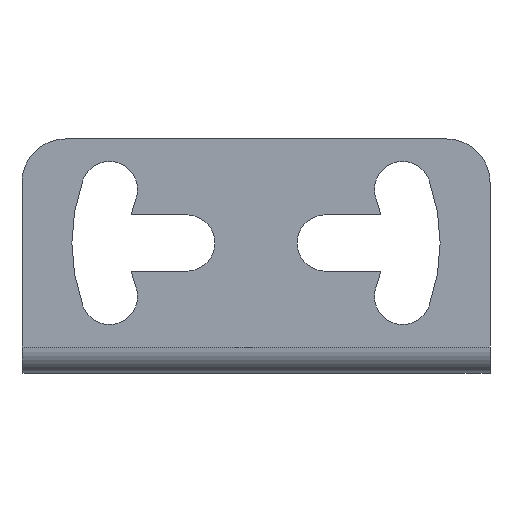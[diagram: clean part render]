
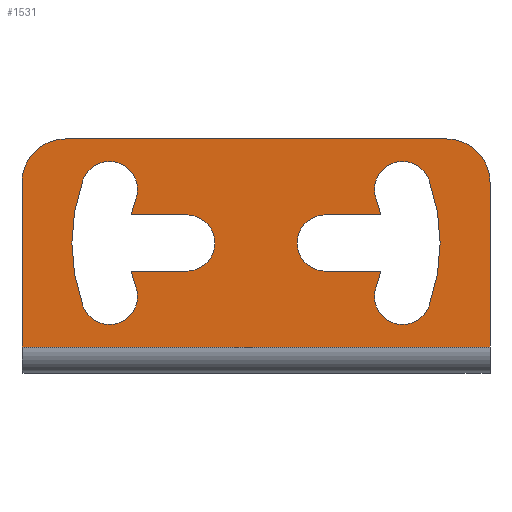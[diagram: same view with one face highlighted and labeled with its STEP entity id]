
A CAD part, front view. The second image highlights one B-rep face of the part: STEP entity #1531.
In plain terms, the highlighted planar face has unit normal (0, -1, 0).
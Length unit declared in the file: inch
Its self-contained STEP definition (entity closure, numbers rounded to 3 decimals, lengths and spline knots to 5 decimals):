
#13=DIRECTION('',(0.,0.,1.));
#14=VECTOR('',#13,0.74803);
#15=CARTESIAN_POINT('',(1.06299,0.,-0.47244));
#16=LINE('',#15,#14);
#21=CARTESIAN_POINT('',(0.86614,0.,0.27559));
#22=DIRECTION('',(0.,-1.,0.));
#23=DIRECTION('',(1.,0.,0.));
#24=AXIS2_PLACEMENT_3D('',#21,#22,#23);
#35=CARTESIAN_POINT('',(0.66592,0.,-0.24238));
#36=DIRECTION('',(0.,1.,0.));
#37=DIRECTION('',(0.94,0.,-0.342));
#38=AXIS2_PLACEMENT_3D('',#35,#36,#37);
#40=CARTESIAN_POINT('',(0.,0.,0.));
#41=DIRECTION('',(0.,1.,0.));
#42=DIRECTION('',(0.94,0.,0.342));
#43=AXIS2_PLACEMENT_3D('',#40,#41,#42);
#45=CARTESIAN_POINT('',(0.66592,0.,0.24238));
#46=DIRECTION('',(0.,1.,0.));
#47=DIRECTION('',(-0.94,0.,-0.342));
#48=AXIS2_PLACEMENT_3D('',#45,#46,#47);
#50=CARTESIAN_POINT('',(0.,0.,0.));
#51=DIRECTION('',(0.,1.,0.));
#52=DIRECTION('',(0.94,0.,0.342));
#53=AXIS2_PLACEMENT_3D('',#50,#51,#52);
#55=DIRECTION('',(1.,0.,0.));
#56=VECTOR('',#55,0.25148);
#57=CARTESIAN_POINT('',(0.31496,0.,0.12795));
#58=LINE('',#57,#56);
#59=CARTESIAN_POINT('',(0.31496,0.,0.));
#60=DIRECTION('',(0.,1.,0.));
#61=DIRECTION('',(0.,0.,-1.));
#62=AXIS2_PLACEMENT_3D('',#59,#60,#61);
#64=DIRECTION('',(-1.,0.,0.));
#65=VECTOR('',#64,0.25148);
#66=CARTESIAN_POINT('',(0.56644,0.,-0.12795));
#67=LINE('',#66,#65);
#68=CARTESIAN_POINT('',(0.,0.,0.));
#69=DIRECTION('',(0.,1.,0.));
#70=DIRECTION('',(0.975,0.,-0.22));
#71=AXIS2_PLACEMENT_3D('',#68,#69,#70);
#73=CARTESIAN_POINT('',(-0.31496,0.,0.));
#74=DIRECTION('',(0.,1.,0.));
#75=DIRECTION('',(0.,0.,1.));
#76=AXIS2_PLACEMENT_3D('',#73,#74,#75);
#78=DIRECTION('',(1.,0.,0.));
#79=VECTOR('',#78,0.25148);
#80=CARTESIAN_POINT('',(-0.56644,0.,0.12795));
#81=LINE('',#80,#79);
#82=CARTESIAN_POINT('',(0.,0.,0.));
#83=DIRECTION('',(0.,1.,0.));
#84=DIRECTION('',(-0.975,0.,0.22));
#85=AXIS2_PLACEMENT_3D('',#82,#83,#84);
#87=CARTESIAN_POINT('',(-0.66592,0.,0.24238));
#88=DIRECTION('',(0.,1.,0.));
#89=DIRECTION('',(-0.94,0.,0.342));
#90=AXIS2_PLACEMENT_3D('',#87,#88,#89);
#92=CARTESIAN_POINT('',(0.,0.,0.));
#93=DIRECTION('',(0.,1.,0.));
#94=DIRECTION('',(-0.94,0.,-0.342));
#95=AXIS2_PLACEMENT_3D('',#92,#93,#94);
#97=CARTESIAN_POINT('',(-0.66592,0.,-0.24238));
#98=DIRECTION('',(0.,1.,0.));
#99=DIRECTION('',(0.94,0.,0.342));
#100=AXIS2_PLACEMENT_3D('',#97,#98,#99);
#102=CARTESIAN_POINT('',(0.,0.,0.));
#103=DIRECTION('',(0.,1.,0.));
#104=DIRECTION('',(-0.94,0.,-0.342));
#105=AXIS2_PLACEMENT_3D('',#102,#103,#104);
#107=DIRECTION('',(-1.,0.,0.));
#108=VECTOR('',#107,0.25148);
#109=CARTESIAN_POINT('',(-0.31496,0.,-0.12795));
#110=LINE('',#109,#108);
#111=DIRECTION('',(1.,0.,0.));
#112=VECTOR('',#111,2.12598);
#113=CARTESIAN_POINT('',(-1.06299,0.,-0.47244));
#114=LINE('',#113,#112);
#391=DIRECTION('',(0.,0.,1.));
#392=VECTOR('',#391,0.74803);
#393=CARTESIAN_POINT('',(-1.06299,0.,-0.47244));
#394=LINE('',#393,#392);
#420=CARTESIAN_POINT('',(-0.86614,0.,0.27559));
#421=DIRECTION('',(0.,-1.,0.));
#422=DIRECTION('',(0.,0.,1.));
#423=AXIS2_PLACEMENT_3D('',#420,#421,#422);
#505=DIRECTION('',(-1.,0.,0.));
#506=VECTOR('',#505,1.73228);
#507=CARTESIAN_POINT('',(0.86614,0.,0.47244));
#508=LINE('',#507,#506);
#1123=CARTESIAN_POINT('',(-1.06299,0.,-0.47244));
#1124=CARTESIAN_POINT('',(1.06299,0.,-0.47244));
#1125=VERTEX_POINT('',#1123);
#1126=VERTEX_POINT('',#1124);
#1132=CARTESIAN_POINT('',(1.06299,0.,0.27559));
#1134=VERTEX_POINT('',#1132);
#1135=CARTESIAN_POINT('',(0.86614,0.,0.47244));
#1136=VERTEX_POINT('',#1135);
#1139=CARTESIAN_POINT('',(-1.06299,0.,0.27559));
#1141=VERTEX_POINT('',#1139);
#1145=CARTESIAN_POINT('',(-0.86614,0.,0.47244));
#1146=VERTEX_POINT('',#1145);
#1407=CARTESIAN_POINT('',(0.78616,0.,-0.28614));
#1408=CARTESIAN_POINT('',(0.54569,0.,-0.19861));
#1409=VERTEX_POINT('',#1407);
#1410=VERTEX_POINT('',#1408);
#1411=CARTESIAN_POINT('',(0.56644,0.,-0.12795));
#1412=VERTEX_POINT('',#1411);
#1413=CARTESIAN_POINT('',(0.31496,0.,-0.12795));
#1414=VERTEX_POINT('',#1413);
#1415=CARTESIAN_POINT('',(0.31496,0.,0.12795));
#1416=VERTEX_POINT('',#1415);
#1417=CARTESIAN_POINT('',(0.56644,0.,0.12795));
#1418=VERTEX_POINT('',#1417);
#1419=CARTESIAN_POINT('',(0.54569,0.,0.19861));
#1420=VERTEX_POINT('',#1419);
#1421=CARTESIAN_POINT('',(0.78616,0.,0.28614));
#1422=VERTEX_POINT('',#1421);
#1423=CARTESIAN_POINT('',(-0.31496,0.,0.12795));
#1424=CARTESIAN_POINT('',(-0.31496,0.,-0.12795));
#1425=VERTEX_POINT('',#1423);
#1426=VERTEX_POINT('',#1424);
#1427=CARTESIAN_POINT('',(-0.56644,0.,-0.12795));
#1428=VERTEX_POINT('',#1427);
#1429=CARTESIAN_POINT('',(-0.54569,0.,-0.19861));
#1430=VERTEX_POINT('',#1429);
#1431=CARTESIAN_POINT('',(-0.78616,0.,-0.28614));
#1432=VERTEX_POINT('',#1431);
#1433=CARTESIAN_POINT('',(-0.78616,0.,0.28614));
#1434=VERTEX_POINT('',#1433);
#1435=CARTESIAN_POINT('',(-0.54569,0.,0.19861));
#1436=VERTEX_POINT('',#1435);
#1437=CARTESIAN_POINT('',(-0.56644,0.,0.12795));
#1438=VERTEX_POINT('',#1437);
#1478=CARTESIAN_POINT('',(1.06299,0.,-0.59055));
#1479=DIRECTION('',(0.,-1.,0.));
#1480=DIRECTION('',(0.,0.,1.));
#1481=AXIS2_PLACEMENT_3D('',#1478,#1479,#1480);
#1482=PLANE('',#1481);
#1483=ORIENTED_EDGE('',*,*,#1469,.F.);
#1484=ORIENTED_EDGE('',*,*,#1458,.F.);
#1486=ORIENTED_EDGE('',*,*,#1485,.F.);
#1488=ORIENTED_EDGE('',*,*,#1487,.T.);
#1490=ORIENTED_EDGE('',*,*,#1489,.F.);
#1492=ORIENTED_EDGE('',*,*,#1491,.F.);
#1493=EDGE_LOOP('',(#1483,#1484,#1486,#1488,#1490,#1492));
#1494=FACE_OUTER_BOUND('',#1493,.F.);
#1496=ORIENTED_EDGE('',*,*,#1495,.F.);
#1498=ORIENTED_EDGE('',*,*,#1497,.F.);
#1500=ORIENTED_EDGE('',*,*,#1499,.F.);
#1502=ORIENTED_EDGE('',*,*,#1501,.T.);
#1504=ORIENTED_EDGE('',*,*,#1503,.F.);
#1506=ORIENTED_EDGE('',*,*,#1505,.F.);
#1508=ORIENTED_EDGE('',*,*,#1507,.F.);
#1510=ORIENTED_EDGE('',*,*,#1509,.T.);
#1511=EDGE_LOOP('',(#1496,#1498,#1500,#1502,#1504,#1506,#1508,#1510));
#1512=FACE_BOUND('',#1511,.F.);
#1514=ORIENTED_EDGE('',*,*,#1513,.F.);
#1516=ORIENTED_EDGE('',*,*,#1515,.F.);
#1518=ORIENTED_EDGE('',*,*,#1517,.T.);
#1520=ORIENTED_EDGE('',*,*,#1519,.F.);
#1522=ORIENTED_EDGE('',*,*,#1521,.F.);
#1524=ORIENTED_EDGE('',*,*,#1523,.F.);
#1526=ORIENTED_EDGE('',*,*,#1525,.T.);
#1528=ORIENTED_EDGE('',*,*,#1527,.F.);
#1529=EDGE_LOOP('',(#1514,#1516,#1518,#1520,#1522,#1524,#1526,#1528));
#1530=FACE_BOUND('',#1529,.F.);
#1531=ADVANCED_FACE('',(#1494,#1512,#1530),#1482,.T.);
#25=CIRCLE('',#24,0.19685);
#39=CIRCLE('',#38,0.12795);
#44=CIRCLE('',#43,0.83661);
#49=CIRCLE('',#48,0.12795);
#54=CIRCLE('',#53,0.58071);
#63=CIRCLE('',#62,0.12795);
#72=CIRCLE('',#71,0.58071);
#77=CIRCLE('',#76,0.12795);
#86=CIRCLE('',#85,0.58071);
#91=CIRCLE('',#90,0.12795);
#96=CIRCLE('',#95,0.83661);
#101=CIRCLE('',#100,0.12795);
#106=CIRCLE('',#105,0.58071);
#424=CIRCLE('',#423,0.19685);
#1458=EDGE_CURVE('',#1126,#1134,#16,.T.);
#1469=EDGE_CURVE('',#1134,#1136,#25,.T.);
#1485=EDGE_CURVE('',#1125,#1126,#114,.T.);
#1487=EDGE_CURVE('',#1125,#1141,#394,.T.);
#1489=EDGE_CURVE('',#1146,#1141,#424,.T.);
#1491=EDGE_CURVE('',#1136,#1146,#508,.T.);
#1495=EDGE_CURVE('',#1409,#1410,#39,.T.);
#1497=EDGE_CURVE('',#1422,#1409,#44,.T.);
#1499=EDGE_CURVE('',#1420,#1422,#49,.T.);
#1501=EDGE_CURVE('',#1420,#1418,#54,.T.);
#1503=EDGE_CURVE('',#1416,#1418,#58,.T.);
#1505=EDGE_CURVE('',#1414,#1416,#63,.T.);
#1507=EDGE_CURVE('',#1412,#1414,#67,.T.);
#1509=EDGE_CURVE('',#1412,#1410,#72,.T.);
#1513=EDGE_CURVE('',#1425,#1426,#77,.T.);
#1515=EDGE_CURVE('',#1438,#1425,#81,.T.);
#1517=EDGE_CURVE('',#1438,#1436,#86,.T.);
#1519=EDGE_CURVE('',#1434,#1436,#91,.T.);
#1521=EDGE_CURVE('',#1432,#1434,#96,.T.);
#1523=EDGE_CURVE('',#1430,#1432,#101,.T.);
#1525=EDGE_CURVE('',#1430,#1428,#106,.T.);
#1527=EDGE_CURVE('',#1426,#1428,#110,.T.);
